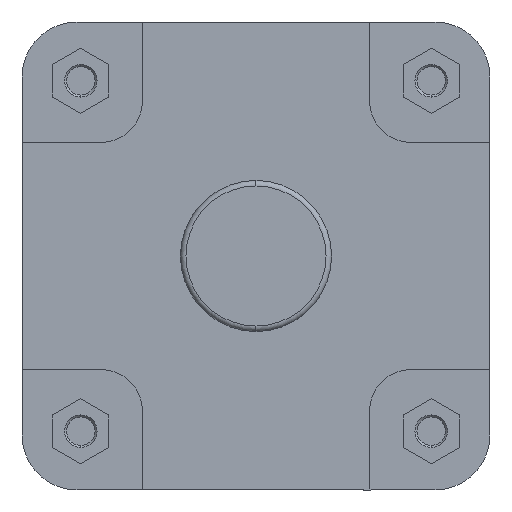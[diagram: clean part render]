
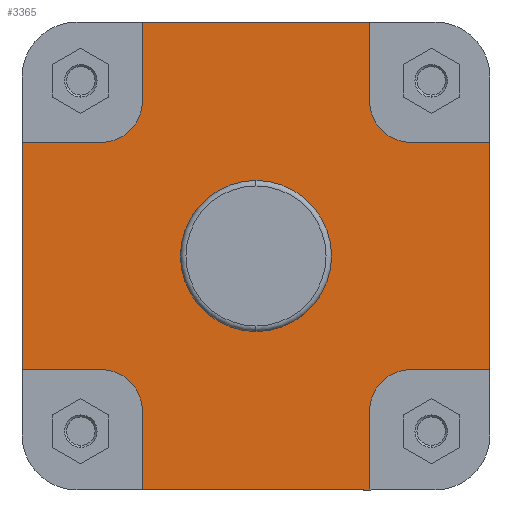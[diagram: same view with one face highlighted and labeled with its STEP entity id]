
A CAD part, left-side view. The second image highlights one B-rep face of the part: STEP entity #3365.
In plain terms, the highlighted planar face has unit normal (-1, 0, 0).
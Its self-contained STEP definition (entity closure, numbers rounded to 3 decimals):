
#154 = ORIENTED_EDGE ( 'NONE', *, *, #2929, .F. ) ;
#155 = ORIENTED_EDGE ( 'NONE', *, *, #2934, .F. ) ;
#160 = ORIENTED_EDGE ( 'NONE', *, *, #2459, .F. ) ;
#165 = ORIENTED_EDGE ( 'NONE', *, *, #2928, .F. ) ;
#175 = ORIENTED_EDGE ( 'NONE', *, *, #2936, .F. ) ;
#231 = ORIENTED_EDGE ( 'NONE', *, *, #2932, .F. ) ;
#257 = ORIENTED_EDGE ( 'NONE', *, *, #2926, .F. ) ;
#261 = ORIENTED_EDGE ( 'NONE', *, *, #2889, .F. ) ;
#264 = ORIENTED_EDGE ( 'NONE', *, *, #2925, .T. ) ;
#269 = ORIENTED_EDGE ( 'NONE', *, *, #2927, .T. ) ;
#271 = ORIENTED_EDGE ( 'NONE', *, *, #2931, .F. ) ;
#282 = ORIENTED_EDGE ( 'NONE', *, *, #2933, .F. ) ;
#283 = ORIENTED_EDGE ( 'NONE', *, *, #2951, .F. ) ;
#303 = ORIENTED_EDGE ( 'NONE', *, *, #2950, .F. ) ;
#329 = ORIENTED_EDGE ( 'NONE', *, *, #2924, .F. ) ;
#331 = ORIENTED_EDGE ( 'NONE', *, *, #2930, .F. ) ;
#356 = ORIENTED_EDGE ( 'NONE', *, *, #2935, .F. ) ;
#359 = ORIENTED_EDGE ( 'NONE', *, *, #2923, .F. ) ;
#466 = CIRCLE ( 'NONE', #2992, 30. ) ;
#1162 = LINE ( 'NONE', #1376, #1175 ) ;
#1175 = VECTOR ( 'NONE', #1378, 1000. ) ;
#1376 = CARTESIAN_POINT ( 'NONE',  ( 16., 82.5, -112.5 ) ) ;
#1378 = DIRECTION ( 'NONE',  ( 0., 0., 1. ) ) ;
#1460 = CARTESIAN_POINT ( 'NONE',  ( 16., -112.5, -112.5 ) ) ;
#1465 = CARTESIAN_POINT ( 'NONE',  ( 16., -82.5, -170. ) ) ;
#1468 = DIRECTION ( 'NONE',  ( -1., 0., 0. ) ) ;
#1469 = DIRECTION ( 'NONE',  ( 0., -1., 0. ) ) ;
#1470 = CARTESIAN_POINT ( 'NONE',  ( 16., -112.5, -82.5 ) ) ;
#1471 = DIRECTION ( 'NONE',  ( 0., 1., 0. ) ) ;
#1472 = CARTESIAN_POINT ( 'NONE',  ( 16., 112.5, 112.5 ) ) ;
#1473 = CARTESIAN_POINT ( 'NONE',  ( 16., -374.141, -170. ) ) ;
#1474 = DIRECTION ( 'NONE',  ( 0., -1., 0. ) ) ;
#1475 = CARTESIAN_POINT ( 'NONE',  ( 16., -112.5, 112.5 ) ) ;
#1476 = DIRECTION ( 'NONE',  ( 0., 0., -1. ) ) ;
#1477 = CARTESIAN_POINT ( 'NONE',  ( 16., -170., 0. ) ) ;
#1478 = DIRECTION ( 'NONE',  ( 0., 0., 1. ) ) ;
#1479 = CARTESIAN_POINT ( 'NONE',  ( 16., -170., 82.5 ) ) ;
#1480 = DIRECTION ( 'NONE',  ( 0., -1., 0. ) ) ;
#1482 = DIRECTION ( 'NONE',  ( -1., 0., 0. ) ) ;
#1483 = DIRECTION ( 'NONE',  ( 0., 0., 1. ) ) ;
#1484 = CARTESIAN_POINT ( 'NONE',  ( 16., -82.5, 112.5 ) ) ;
#1485 = DIRECTION ( 'NONE',  ( 0., 0., -1. ) ) ;
#1486 = CARTESIAN_POINT ( 'NONE',  ( 16., -374.141, 170. ) ) ;
#1487 = DIRECTION ( 'NONE',  ( 0., -1., 0. ) ) ;
#1488 = CARTESIAN_POINT ( 'NONE',  ( 16., 82.5, 170. ) ) ;
#1489 = DIRECTION ( 'NONE',  ( 0., 0., 1. ) ) ;
#1490 = CARTESIAN_POINT ( 'NONE',  ( 16., 170., -82.5 ) ) ;
#1491 = DIRECTION ( 'NONE',  ( 0., 1., 0. ) ) ;
#1493 = DIRECTION ( 'NONE',  ( -1., 0., 0. ) ) ;
#1494 = DIRECTION ( 'NONE',  ( 0., 1., 0. ) ) ;
#1495 = CARTESIAN_POINT ( 'NONE',  ( 16., 112.5, 82.5 ) ) ;
#1496 = DIRECTION ( 'NONE',  ( 0., -1., 0. ) ) ;
#1497 = CARTESIAN_POINT ( 'NONE',  ( 16., 170., 0. ) ) ;
#1498 = DIRECTION ( 'NONE',  ( 0., 0., 1. ) ) ;
#1525 = CARTESIAN_POINT ( 'NONE',  ( 16., 0., 0. ) ) ;
#1528 = CARTESIAN_POINT ( 'NONE',  ( 16., 0., 0. ) ) ;
#1532 = DIRECTION ( 'NONE',  ( -1., 0., 0. ) ) ;
#1533 = DIRECTION ( 'NONE',  ( 0., 0., 1. ) ) ;
#1535 = DIRECTION ( 'NONE',  ( -1., 0., 0. ) ) ;
#1536 = DIRECTION ( 'NONE',  ( 0., 0., 1. ) ) ;
#2130 = CARTESIAN_POINT ( 'NONE',  ( 16., 54.9, 0. ) ) ;
#2139 = PLANE ( 'NONE',  #5462 ) ;
#2140 = DIRECTION ( 'NONE',  ( 1., 0., 0. ) ) ;
#2141 = DIRECTION ( 'NONE',  ( 0., 0., -1. ) ) ;
#2459 = EDGE_CURVE ( 'NONE', #3790, #3720, #466, .T. ) ;
#2889 = EDGE_CURVE ( 'NONE', #3793, #3790, #1162, .T. ) ;
#2923 = EDGE_CURVE ( 'NONE', #3797, #3803, #4673, .T. ) ;
#2924 = EDGE_CURVE ( 'NONE', #3729, #3797, #4665, .T. ) ;
#2925 = EDGE_CURVE ( 'NONE', #3793, #3755, #4674, .T. ) ;
#2926 = EDGE_CURVE ( 'NONE', #3803, #3755, #4672, .T. ) ;
#2927 = EDGE_CURVE ( 'NONE', #3729, #3801, #4678, .T. ) ;
#2928 = EDGE_CURVE ( 'NONE', #3722, #3801, #4680, .T. ) ;
#2929 = EDGE_CURVE ( 'NONE', #3768, #3722, #4684, .T. ) ;
#2930 = EDGE_CURVE ( 'NONE', #3706, #3768, #4666, .T. ) ;
#2931 = EDGE_CURVE ( 'NONE', #3754, #3706, #4685, .T. ) ;
#2932 = EDGE_CURVE ( 'NONE', #3806, #3754, #4687, .T. ) ;
#2933 = EDGE_CURVE ( 'NONE', #3720, #3699, #4689, .T. ) ;
#2934 = EDGE_CURVE ( 'NONE', #3738, #3806, #4693, .T. ) ;
#2935 = EDGE_CURVE ( 'NONE', #3687, #3738, #4677, .T. ) ;
#2936 = EDGE_CURVE ( 'NONE', #3699, #3687, #4694, .T. ) ;
#2950 = EDGE_CURVE ( 'NONE', #3730, #3698, #4717, .T. ) ;
#2951 = EDGE_CURVE ( 'NONE', #3698, #3730, #4719, .T. ) ;
#2992 = AXIS2_PLACEMENT_3D ( 'NONE', #3818, #3819, #3820 ) ;
#3156 = AXIS2_PLACEMENT_3D ( 'NONE', #1472, #1493, #1494 ) ;
#3163 = AXIS2_PLACEMENT_3D ( 'NONE', #1460, #1468, #1469 ) ;
#3166 = AXIS2_PLACEMENT_3D ( 'NONE', #1475, #1482, #1483 ) ;
#3173 = AXIS2_PLACEMENT_3D ( 'NONE', #1525, #1532, #1533 ) ;
#3174 = AXIS2_PLACEMENT_3D ( 'NONE', #1528, #1535, #1536 ) ;
#3365 = ADVANCED_FACE ( 'NONE', ( #5052, #5050 ), #2139, .F. ) ;
#3687 = VERTEX_POINT ( 'NONE', #5962 ) ;
#3698 = VERTEX_POINT ( 'NONE', #5973 ) ;
#3699 = VERTEX_POINT ( 'NONE', #5974 ) ;
#3706 = VERTEX_POINT ( 'NONE', #5981 ) ;
#3720 = VERTEX_POINT ( 'NONE', #5995 ) ;
#3722 = VERTEX_POINT ( 'NONE', #5997 ) ;
#3729 = VERTEX_POINT ( 'NONE', #6004 ) ;
#3730 = VERTEX_POINT ( 'NONE', #6005 ) ;
#3738 = VERTEX_POINT ( 'NONE', #6013 ) ;
#3754 = VERTEX_POINT ( 'NONE', #6029 ) ;
#3755 = VERTEX_POINT ( 'NONE', #6030 ) ;
#3768 = VERTEX_POINT ( 'NONE', #6043 ) ;
#3790 = VERTEX_POINT ( 'NONE', #6065 ) ;
#3793 = VERTEX_POINT ( 'NONE', #6068 ) ;
#3797 = VERTEX_POINT ( 'NONE', #6072 ) ;
#3801 = VERTEX_POINT ( 'NONE', #6076 ) ;
#3803 = VERTEX_POINT ( 'NONE', #6078 ) ;
#3806 = VERTEX_POINT ( 'NONE', #6081 ) ;
#3818 = CARTESIAN_POINT ( 'NONE',  ( 16., 112.5, -112.5 ) ) ;
#3819 = DIRECTION ( 'NONE',  ( -1., 0., 0. ) ) ;
#3820 = DIRECTION ( 'NONE',  ( 0., 0., -1. ) ) ;
#4665 = LINE ( 'NONE', #1470, #4670 ) ;
#4666 = LINE ( 'NONE', #1484, #4669 ) ;
#4669 = VECTOR ( 'NONE', #1485, 1000. ) ;
#4670 = VECTOR ( 'NONE', #1471, 1000. ) ;
#4672 = LINE ( 'NONE', #1465, #4676 ) ;
#4673 = CIRCLE ( 'NONE', #3163, 30. ) ;
#4674 = LINE ( 'NONE', #1473, #4675 ) ;
#4675 = VECTOR ( 'NONE', #1474, 1000. ) ;
#4676 = VECTOR ( 'NONE', #1476, 1000. ) ;
#4677 = LINE ( 'NONE', #1495, #4683 ) ;
#4678 = LINE ( 'NONE', #1477, #4679 ) ;
#4679 = VECTOR ( 'NONE', #1478, 1000. ) ;
#4680 = LINE ( 'NONE', #1479, #4681 ) ;
#4681 = VECTOR ( 'NONE', #1480, 1000. ) ;
#4683 = VECTOR ( 'NONE', #1496, 1000. ) ;
#4684 = CIRCLE ( 'NONE', #3166, 30. ) ;
#4685 = LINE ( 'NONE', #1486, #4686 ) ;
#4686 = VECTOR ( 'NONE', #1487, 1000. ) ;
#4687 = LINE ( 'NONE', #1488, #4688 ) ;
#4688 = VECTOR ( 'NONE', #1489, 1000. ) ;
#4689 = LINE ( 'NONE', #1490, #4690 ) ;
#4690 = VECTOR ( 'NONE', #1491, 1000. ) ;
#4693 = CIRCLE ( 'NONE', #3156, 30. ) ;
#4694 = LINE ( 'NONE', #1497, #4695 ) ;
#4695 = VECTOR ( 'NONE', #1498, 1000. ) ;
#4717 = CIRCLE ( 'NONE', #3173, 54.9 ) ;
#4719 = CIRCLE ( 'NONE', #3174, 54.9 ) ;
#5050 = FACE_OUTER_BOUND ( 'NONE', #6392, .T. ) ;
#5052 = FACE_BOUND ( 'NONE', #6354, .T. ) ;
#5462 = AXIS2_PLACEMENT_3D ( 'NONE', #2130, #2140, #2141 ) ;
#5962 = CARTESIAN_POINT ( 'NONE',  ( 16., 170., 82.5 ) ) ;
#5973 = CARTESIAN_POINT ( 'NONE',  ( 16., 0., -54.9 ) ) ;
#5974 = CARTESIAN_POINT ( 'NONE',  ( 16., 170., -82.5 ) ) ;
#5981 = CARTESIAN_POINT ( 'NONE',  ( 16., -82.5, 170. ) ) ;
#5995 = CARTESIAN_POINT ( 'NONE',  ( 16., 112.5, -82.5 ) ) ;
#5997 = CARTESIAN_POINT ( 'NONE',  ( 16., -112.5, 82.5 ) ) ;
#6004 = CARTESIAN_POINT ( 'NONE',  ( 16., -170., -82.5 ) ) ;
#6005 = CARTESIAN_POINT ( 'NONE',  ( 16., 0., 54.9 ) ) ;
#6013 = CARTESIAN_POINT ( 'NONE',  ( 16., 112.5, 82.5 ) ) ;
#6029 = CARTESIAN_POINT ( 'NONE',  ( 16., 82.5, 170. ) ) ;
#6030 = CARTESIAN_POINT ( 'NONE',  ( 16., -82.5, -170. ) ) ;
#6043 = CARTESIAN_POINT ( 'NONE',  ( 16., -82.5, 112.5 ) ) ;
#6065 = CARTESIAN_POINT ( 'NONE',  ( 16., 82.5, -112.5 ) ) ;
#6068 = CARTESIAN_POINT ( 'NONE',  ( 16., 82.5, -170. ) ) ;
#6072 = CARTESIAN_POINT ( 'NONE',  ( 16., -112.5, -82.5 ) ) ;
#6076 = CARTESIAN_POINT ( 'NONE',  ( 16., -170., 82.5 ) ) ;
#6078 = CARTESIAN_POINT ( 'NONE',  ( 16., -82.5, -112.5 ) ) ;
#6081 = CARTESIAN_POINT ( 'NONE',  ( 16., 82.5, 112.5 ) ) ;
#6354 = EDGE_LOOP ( 'NONE', ( #303, #283 ) ) ;
#6392 = EDGE_LOOP ( 'NONE', ( #264, #257, #359, #329, #269, #165, #154, #331, #271, #231, #155, #356, #175, #282, #160, #261 ) ) ;
